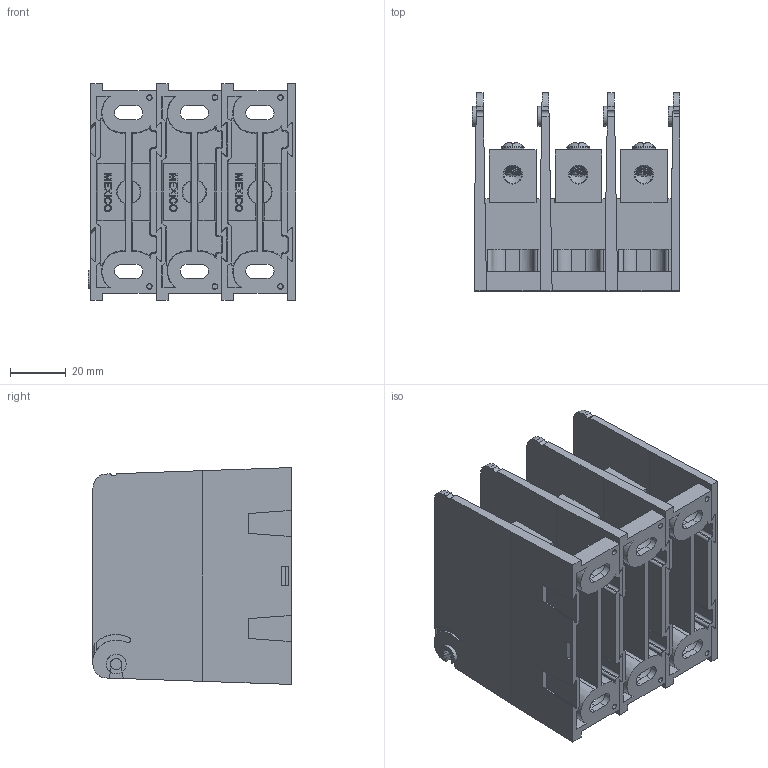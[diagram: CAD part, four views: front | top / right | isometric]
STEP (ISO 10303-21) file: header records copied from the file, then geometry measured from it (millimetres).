
FILE_DESCRIPTION (( 'STEP AP214' ), '1' );
FILE_NAME ('701923_3P_rev-.STEP', '2013-08-13T17:46:37', ( '' ), ( '' ), 'SwSTEP 2.0', 'SolidWorks 2013', '' );
FILE_SCHEMA (( 'AUTOMOTIVE_DESIGN' ));
Length unit declared in the file: inch
Products named in the file (1): 701923_3P_rev-
Bounding box: 74.78 x 71.37 x 78.11 mm (x, y, z)
Volume: 139166.4 mm3; surface area: 97098.4 mm2
Topology: 16 solids, 16 shells, 1868 faces, 4923 edges, 3147 vertices
Faces by surface type: cylinder 654, plane 638, cone 375, bspline 177, sphere 18, torus 6
Entity records: 99515 total; most frequent: CARTESIAN_POINT 32889, ORIENTED_EDGE 9822, DIRECTION 7524, EDGE_CURVE 4911, VERTEX_POINT 3147, VECTOR 2588, LINE 2588, AXIS2_PLACEMENT_3D 2468
